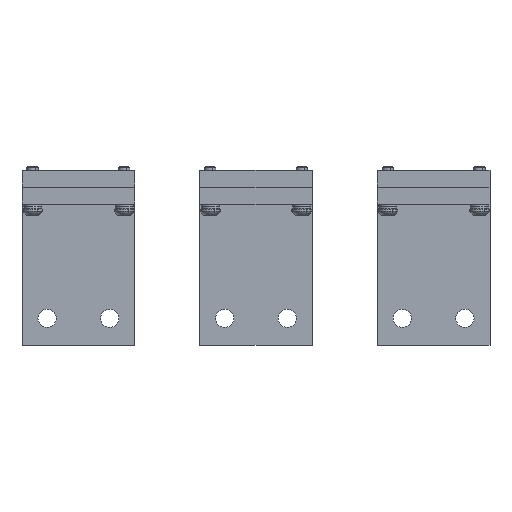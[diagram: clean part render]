
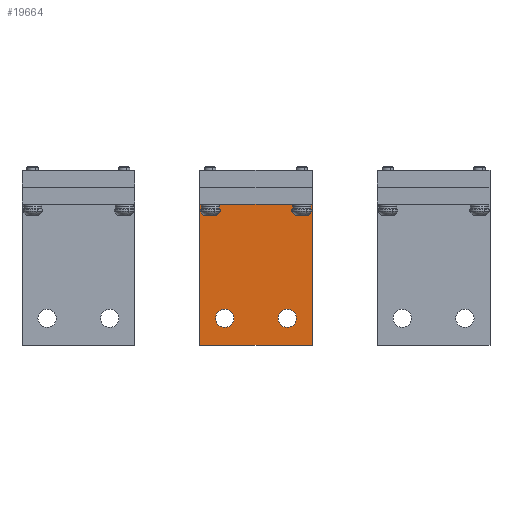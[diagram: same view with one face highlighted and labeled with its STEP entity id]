
A CAD part, top view. The second image highlights one B-rep face of the part: STEP entity #19664.
In plain terms, the highlighted planar face has unit normal (0, 0, 1).
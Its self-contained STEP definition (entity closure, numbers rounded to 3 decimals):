
#19554=AXIS2_PLACEMENT_3D('Circle Axis2P3D',#19552,#19553,$) ;
#19578=AXIS2_PLACEMENT_3D('Circle Axis2P3D',#19576,#19577,$) ;
#19611=AXIS2_PLACEMENT_3D('Circle Axis2P3D',#19609,#19610,$) ;
#19635=AXIS2_PLACEMENT_3D('Circle Axis2P3D',#19633,#19634,$) ;
#19648=AXIS2_PLACEMENT_3D('Plane Axis2P3D',#19645,#19646,#19647) ;
#19416=CARTESIAN_POINT('Vertex',(-152.,-9.,113.475)) ;
#19421=CARTESIAN_POINT('Line Origine',(-152.,-61.5,113.475)) ;
#19425=CARTESIAN_POINT('Vertex',(-152.,-114.,113.475)) ;
#19452=CARTESIAN_POINT('Line Origine',(-192.,-114.,113.475)) ;
#19456=CARTESIAN_POINT('Vertex',(-232.,-114.,113.475)) ;
#19483=CARTESIAN_POINT('Line Origine',(-232.,-61.5,113.475)) ;
#19487=CARTESIAN_POINT('Vertex',(-232.,-9.,113.475)) ;
#19514=CARTESIAN_POINT('Line Origine',(-192.,-9.,113.475)) ;
#19549=CARTESIAN_POINT('Vertex',(-214.225,-101.45,113.475)) ;
#19552=CARTESIAN_POINT('Axis2P3D Location',(-214.225,-94.95,113.475)) ;
#19556=CARTESIAN_POINT('Vertex',(-214.225,-88.45,113.475)) ;
#19576=CARTESIAN_POINT('Axis2P3D Location',(-214.225,-94.95,113.475)) ;
#19606=CARTESIAN_POINT('Vertex',(-169.775,-101.45,113.475)) ;
#19609=CARTESIAN_POINT('Axis2P3D Location',(-169.775,-94.95,113.475)) ;
#19613=CARTESIAN_POINT('Vertex',(-169.775,-88.45,113.475)) ;
#19633=CARTESIAN_POINT('Axis2P3D Location',(-169.775,-94.95,113.475)) ;
#19645=CARTESIAN_POINT('Axis2P3D Location',(-152.,-9.,113.475)) ;
#19422=DIRECTION('Vector Direction',(0.,-1.,0.)) ;
#19453=DIRECTION('Vector Direction',(-1.,0.,0.)) ;
#19484=DIRECTION('Vector Direction',(0.,1.,0.)) ;
#19515=DIRECTION('Vector Direction',(1.,0.,0.)) ;
#19553=DIRECTION('Axis2P3D Direction',(0.,0.,-1.)) ;
#19577=DIRECTION('Axis2P3D Direction',(0.,0.,-1.)) ;
#19610=DIRECTION('Axis2P3D Direction',(0.,0.,-1.)) ;
#19634=DIRECTION('Axis2P3D Direction',(0.,0.,-1.)) ;
#19646=DIRECTION('Axis2P3D Direction',(0.,0.,-1.)) ;
#19647=DIRECTION('Axis2P3D XDirection',(0.,-1.,0.)) ;
#19423=VECTOR('Line Direction',#19422,1.) ;
#19454=VECTOR('Line Direction',#19453,1.) ;
#19485=VECTOR('Line Direction',#19484,1.) ;
#19516=VECTOR('Line Direction',#19515,1.) ;
#19651=ORIENTED_EDGE('',*,*,#19518,.F.) ;
#19652=ORIENTED_EDGE('',*,*,#19489,.F.) ;
#19653=ORIENTED_EDGE('',*,*,#19458,.F.) ;
#19654=ORIENTED_EDGE('',*,*,#19427,.F.) ;
#19657=ORIENTED_EDGE('',*,*,#19580,.T.) ;
#19658=ORIENTED_EDGE('',*,*,#19558,.T.) ;
#19661=ORIENTED_EDGE('',*,*,#19637,.T.) ;
#19662=ORIENTED_EDGE('',*,*,#19615,.T.) ;
#19659=FACE_BOUND('',#19656,.T.) ;
#19663=FACE_BOUND('',#19660,.T.) ;
#19664=ADVANCED_FACE('RB7381801_1PD_001_01_TERMINAL_ASSEMBLY_E4_2_UL.5\\RB7383001_1PA_001_00_PLATE.1\\PartBody',(#19655,#19659,#19663),#19649,.F.) ;
#19555=CIRCLE('generated circle',#19554,6.5) ;
#19579=CIRCLE('generated circle',#19578,6.5) ;
#19612=CIRCLE('generated circle',#19611,6.5) ;
#19636=CIRCLE('generated circle',#19635,6.5) ;
#19427=EDGE_CURVE('',#19417,#19426,#19424,.T.) ;
#19458=EDGE_CURVE('',#19426,#19457,#19455,.T.) ;
#19489=EDGE_CURVE('',#19457,#19488,#19486,.T.) ;
#19518=EDGE_CURVE('',#19488,#19417,#19517,.T.) ;
#19558=EDGE_CURVE('',#19557,#19550,#19555,.T.) ;
#19580=EDGE_CURVE('',#19550,#19557,#19579,.T.) ;
#19615=EDGE_CURVE('',#19614,#19607,#19612,.T.) ;
#19637=EDGE_CURVE('',#19607,#19614,#19636,.T.) ;
#19650=EDGE_LOOP('',(#19651,#19652,#19653,#19654)) ;
#19656=EDGE_LOOP('',(#19657,#19658)) ;
#19660=EDGE_LOOP('',(#19661,#19662)) ;
#19655=FACE_OUTER_BOUND('',#19650,.T.) ;
#19424=LINE('Line',#19421,#19423) ;
#19455=LINE('Line',#19452,#19454) ;
#19486=LINE('Line',#19483,#19485) ;
#19517=LINE('Line',#19514,#19516) ;
#19649=PLANE('',#19648) ;
#19417=VERTEX_POINT('',#19416) ;
#19426=VERTEX_POINT('',#19425) ;
#19457=VERTEX_POINT('',#19456) ;
#19488=VERTEX_POINT('',#19487) ;
#19550=VERTEX_POINT('',#19549) ;
#19557=VERTEX_POINT('',#19556) ;
#19607=VERTEX_POINT('',#19606) ;
#19614=VERTEX_POINT('',#19613) ;
